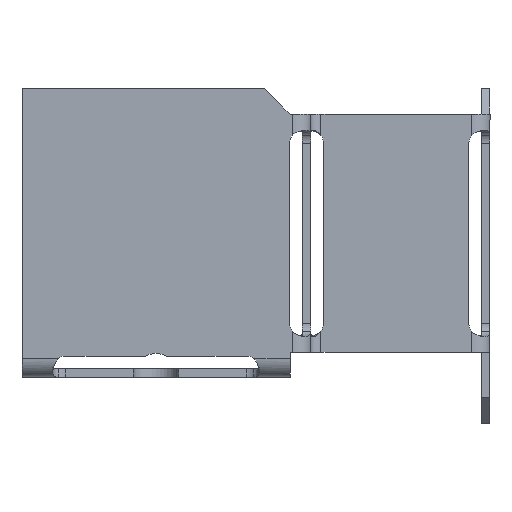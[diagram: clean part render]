
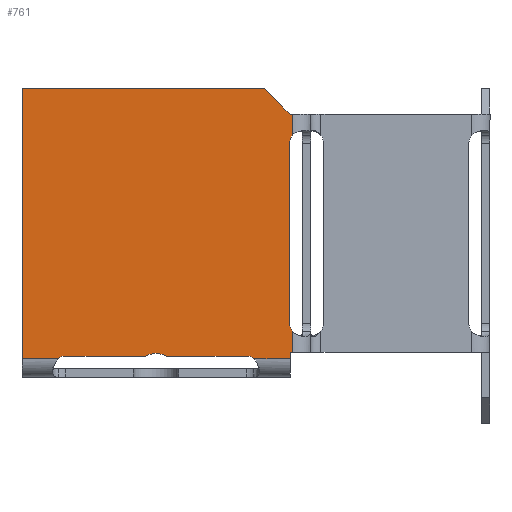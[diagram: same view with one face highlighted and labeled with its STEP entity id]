
A CAD part, left-side view. The second image highlights one B-rep face of the part: STEP entity #761.
In plain terms, the highlighted planar face has unit normal (-1, 0, 0).
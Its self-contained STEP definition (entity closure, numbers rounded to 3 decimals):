
#631=AXIS2_PLACEMENT_3D('Plane Axis2P3D',#628,#629,#630) ;
#656=AXIS2_PLACEMENT_3D('Circle Axis2P3D',#654,#655,$) ;
#670=AXIS2_PLACEMENT_3D('Circle Axis2P3D',#668,#669,$) ;
#710=AXIS2_PLACEMENT_3D('Circle Axis2P3D',#708,#709,$) ;
#724=AXIS2_PLACEMENT_3D('Circle Axis2P3D',#722,#723,$) ;
#738=AXIS2_PLACEMENT_3D('Circle Axis2P3D',#736,#737,$) ;
#335=CARTESIAN_POINT('Line Origine',(0.,45.385,6.305)) ;
#339=CARTESIAN_POINT('Vertex',(0.,41.878,6.305)) ;
#341=CARTESIAN_POINT('Vertex',(0.,45.385,6.305)) ;
#431=CARTESIAN_POINT('Line Origine',(0.,22.892,6.305)) ;
#435=CARTESIAN_POINT('Vertex',(0.,19.385,6.305)) ;
#437=CARTESIAN_POINT('Vertex',(0.,22.892,6.305)) ;
#628=CARTESIAN_POINT('Axis2P3D Location',(0.,45.385,-3.1)) ;
#633=CARTESIAN_POINT('Line Origine',(0.,19.385,6.602)) ;
#637=CARTESIAN_POINT('Vertex',(0.,19.385,6.9)) ;
#640=CARTESIAN_POINT('Line Origine',(0.,19.288,6.9)) ;
#644=CARTESIAN_POINT('Vertex',(0.,19.19,6.9)) ;
#647=CARTESIAN_POINT('Line Origine',(0.,19.19,7.928)) ;
#651=CARTESIAN_POINT('Vertex',(0.,19.19,8.957)) ;
#654=CARTESIAN_POINT('Axis2P3D Location',(0.,18.185,9.7)) ;
#658=CARTESIAN_POINT('Vertex',(0.,19.435,9.7)) ;
#661=CARTESIAN_POINT('Line Origine',(0.,19.435,18.45)) ;
#665=CARTESIAN_POINT('Vertex',(0.,19.435,27.2)) ;
#668=CARTESIAN_POINT('Axis2P3D Location',(0.,18.185,27.2)) ;
#672=CARTESIAN_POINT('Vertex',(0.,19.19,27.943)) ;
#675=CARTESIAN_POINT('Line Origine',(0.,19.19,28.972)) ;
#679=CARTESIAN_POINT('Vertex',(0.,19.19,30.)) ;
#682=CARTESIAN_POINT('Line Origine',(0.,19.288,30.)) ;
#686=CARTESIAN_POINT('Vertex',(0.,19.385,30.)) ;
#689=CARTESIAN_POINT('Line Origine',(0.,20.635,31.25)) ;
#693=CARTESIAN_POINT('Vertex',(0.,21.885,32.5)) ;
#696=CARTESIAN_POINT('Line Origine',(0.,33.635,32.5)) ;
#700=CARTESIAN_POINT('Vertex',(0.,45.385,32.5)) ;
#703=CARTESIAN_POINT('Line Origine',(0.,45.385,19.402)) ;
#708=CARTESIAN_POINT('Axis2P3D Location',(0.,41.135,5.3)) ;
#712=CARTESIAN_POINT('Vertex',(0.,41.135,6.55)) ;
#715=CARTESIAN_POINT('Line Origine',(0.,37.269,6.55)) ;
#719=CARTESIAN_POINT('Vertex',(0.,33.404,6.55)) ;
#722=CARTESIAN_POINT('Axis2P3D Location',(0.,32.385,4.6)) ;
#726=CARTESIAN_POINT('Vertex',(0.,31.366,6.55)) ;
#729=CARTESIAN_POINT('Line Origine',(0.,27.501,6.55)) ;
#733=CARTESIAN_POINT('Vertex',(0.,23.635,6.55)) ;
#736=CARTESIAN_POINT('Axis2P3D Location',(0.,23.635,5.3)) ;
#336=DIRECTION('Vector Direction',(0.,-1.,0.)) ;
#432=DIRECTION('Vector Direction',(0.,-1.,0.)) ;
#629=DIRECTION('Axis2P3D Direction',(1.,0.,0.)) ;
#630=DIRECTION('Axis2P3D XDirection',(0.,1.,0.)) ;
#634=DIRECTION('Vector Direction',(0.,0.,-1.)) ;
#641=DIRECTION('Vector Direction',(0.,1.,0.)) ;
#648=DIRECTION('Vector Direction',(0.,0.,-1.)) ;
#655=DIRECTION('Axis2P3D Direction',(1.,0.,0.)) ;
#662=DIRECTION('Vector Direction',(0.,0.,1.)) ;
#669=DIRECTION('Axis2P3D Direction',(1.,0.,0.)) ;
#676=DIRECTION('Vector Direction',(0.,0.,-1.)) ;
#683=DIRECTION('Vector Direction',(0.,1.,0.)) ;
#690=DIRECTION('Vector Direction',(0.,0.707,0.707)) ;
#697=DIRECTION('Vector Direction',(0.,-1.,0.)) ;
#704=DIRECTION('Vector Direction',(0.,0.,1.)) ;
#709=DIRECTION('Axis2P3D Direction',(1.,0.,0.)) ;
#716=DIRECTION('Vector Direction',(0.,1.,0.)) ;
#723=DIRECTION('Axis2P3D Direction',(1.,0.,0.)) ;
#730=DIRECTION('Vector Direction',(0.,1.,0.)) ;
#737=DIRECTION('Axis2P3D Direction',(1.,0.,0.)) ;
#337=VECTOR('Line Direction',#336,1.) ;
#433=VECTOR('Line Direction',#432,1.) ;
#635=VECTOR('Line Direction',#634,1.) ;
#642=VECTOR('Line Direction',#641,1.) ;
#649=VECTOR('Line Direction',#648,1.) ;
#663=VECTOR('Line Direction',#662,1.) ;
#677=VECTOR('Line Direction',#676,1.) ;
#684=VECTOR('Line Direction',#683,1.) ;
#691=VECTOR('Line Direction',#690,1.) ;
#698=VECTOR('Line Direction',#697,1.) ;
#705=VECTOR('Line Direction',#704,1.) ;
#717=VECTOR('Line Direction',#716,1.) ;
#731=VECTOR('Line Direction',#730,1.) ;
#742=ORIENTED_EDGE('',*,*,#439,.F.) ;
#743=ORIENTED_EDGE('',*,*,#639,.F.) ;
#744=ORIENTED_EDGE('',*,*,#646,.F.) ;
#745=ORIENTED_EDGE('',*,*,#653,.F.) ;
#746=ORIENTED_EDGE('',*,*,#660,.T.) ;
#747=ORIENTED_EDGE('',*,*,#667,.T.) ;
#748=ORIENTED_EDGE('',*,*,#674,.T.) ;
#749=ORIENTED_EDGE('',*,*,#681,.F.) ;
#750=ORIENTED_EDGE('',*,*,#688,.T.) ;
#751=ORIENTED_EDGE('',*,*,#695,.T.) ;
#752=ORIENTED_EDGE('',*,*,#702,.F.) ;
#753=ORIENTED_EDGE('',*,*,#707,.F.) ;
#754=ORIENTED_EDGE('',*,*,#343,.F.) ;
#755=ORIENTED_EDGE('',*,*,#714,.T.) ;
#756=ORIENTED_EDGE('',*,*,#721,.T.) ;
#757=ORIENTED_EDGE('',*,*,#728,.T.) ;
#758=ORIENTED_EDGE('',*,*,#735,.T.) ;
#759=ORIENTED_EDGE('',*,*,#740,.T.) ;
#761=ADVANCED_FACE('Koerper.2',(#760),#632,.F.) ;
#657=CIRCLE('generated circle',#656,1.25) ;
#671=CIRCLE('generated circle',#670,1.25) ;
#711=CIRCLE('generated circle',#710,1.25) ;
#725=CIRCLE('generated circle',#724,2.2) ;
#739=CIRCLE('generated circle',#738,1.25) ;
#343=EDGE_CURVE('',#340,#342,#338,.F.) ;
#439=EDGE_CURVE('',#436,#438,#434,.F.) ;
#639=EDGE_CURVE('',#638,#436,#636,.T.) ;
#646=EDGE_CURVE('',#645,#638,#643,.T.) ;
#653=EDGE_CURVE('',#652,#645,#650,.T.) ;
#660=EDGE_CURVE('',#652,#659,#657,.T.) ;
#667=EDGE_CURVE('',#659,#666,#664,.T.) ;
#674=EDGE_CURVE('',#666,#673,#671,.T.) ;
#681=EDGE_CURVE('',#680,#673,#678,.T.) ;
#688=EDGE_CURVE('',#680,#687,#685,.T.) ;
#695=EDGE_CURVE('',#687,#694,#692,.T.) ;
#702=EDGE_CURVE('',#701,#694,#699,.T.) ;
#707=EDGE_CURVE('',#342,#701,#706,.T.) ;
#714=EDGE_CURVE('',#340,#713,#711,.T.) ;
#721=EDGE_CURVE('',#713,#720,#718,.F.) ;
#728=EDGE_CURVE('',#720,#727,#725,.T.) ;
#735=EDGE_CURVE('',#727,#734,#732,.F.) ;
#740=EDGE_CURVE('',#734,#438,#739,.T.) ;
#741=EDGE_LOOP('',(#742,#743,#744,#745,#746,#747,#748,#749,#750,#751,#752,#753,#754,#755,#756,#757,#758,#759)) ;
#760=FACE_OUTER_BOUND('',#741,.T.) ;
#338=LINE('Line',#335,#337) ;
#434=LINE('Line',#431,#433) ;
#636=LINE('Line',#633,#635) ;
#643=LINE('Line',#640,#642) ;
#650=LINE('Line',#647,#649) ;
#664=LINE('Line',#661,#663) ;
#678=LINE('Line',#675,#677) ;
#685=LINE('Line',#682,#684) ;
#692=LINE('Line',#689,#691) ;
#699=LINE('Line',#696,#698) ;
#706=LINE('Line',#703,#705) ;
#718=LINE('Line',#715,#717) ;
#732=LINE('Line',#729,#731) ;
#632=PLANE('',#631) ;
#340=VERTEX_POINT('',#339) ;
#342=VERTEX_POINT('',#341) ;
#436=VERTEX_POINT('',#435) ;
#438=VERTEX_POINT('',#437) ;
#638=VERTEX_POINT('',#637) ;
#645=VERTEX_POINT('',#644) ;
#652=VERTEX_POINT('',#651) ;
#659=VERTEX_POINT('',#658) ;
#666=VERTEX_POINT('',#665) ;
#673=VERTEX_POINT('',#672) ;
#680=VERTEX_POINT('',#679) ;
#687=VERTEX_POINT('',#686) ;
#694=VERTEX_POINT('',#693) ;
#701=VERTEX_POINT('',#700) ;
#713=VERTEX_POINT('',#712) ;
#720=VERTEX_POINT('',#719) ;
#727=VERTEX_POINT('',#726) ;
#734=VERTEX_POINT('',#733) ;
